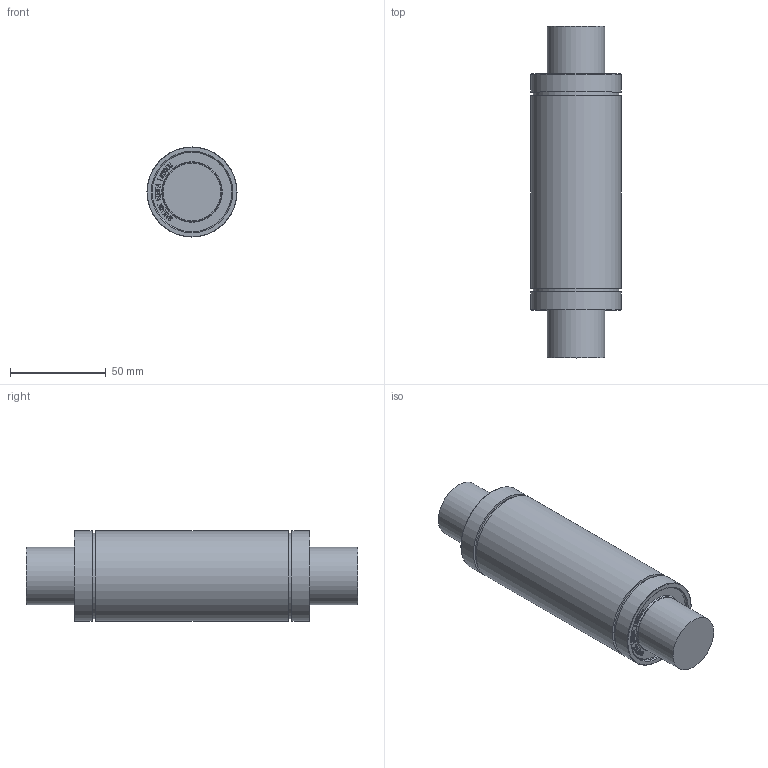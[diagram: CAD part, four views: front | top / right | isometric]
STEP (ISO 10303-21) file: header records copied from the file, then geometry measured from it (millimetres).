
FILE_DESCRIPTION((''),'2;1');
FILE_NAME('LME30LUU.stp','2013-02-05T19:13:21',('user2'),(''),'Autodesk Inventor 2012','Autodesk Inventor 2012','');
FILE_SCHEMA(('AUTOMOTIVE_DESIGN { 1 0 10303 214 1 1 1 1 }'));
Length unit declared in the file: millimetre
Products named in the file (1): LME30LUU
Bounding box: 47 x 173 x 47 mm (x, y, z)
Volume: 246084.1 mm3; surface area: 27635.3 mm2
Topology: 1 solids, 1 shells, 851 faces, 2383 edges, 1588 vertices
Faces by surface type: bspline 616, plane 220, cylinder 9, cone 4, torus 2
Full cylindrical faces by diameter (mm): 30 x2, 41.4 x2, 44.5 x2, 47 x3
Entity records: 28793 total; most frequent: CARTESIAN_POINT 10348, ORIENTED_EDGE 4732, EDGE_CURVE 2366, DIRECTION 1632, VERTEX_POINT 1586, QUASI_UNIFORM_CURVE 1232, VECTOR 1108, LINE 1108
